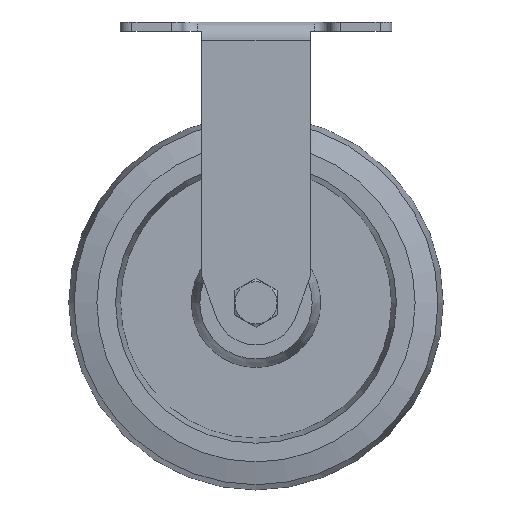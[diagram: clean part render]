
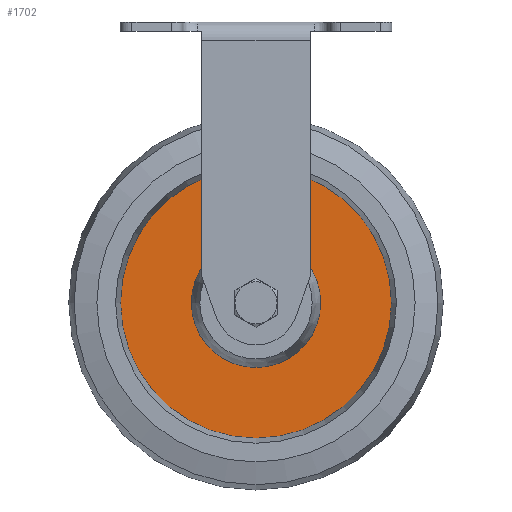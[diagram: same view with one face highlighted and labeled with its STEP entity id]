
A CAD part, left-side view. The second image highlights one B-rep face of the part: STEP entity #1702.
In plain terms, the highlighted face is planar.
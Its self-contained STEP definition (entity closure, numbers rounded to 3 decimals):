
#58=FACE_BOUND('',#273,.T.);
#75=PLANE('',#1834);
#169=FACE_OUTER_BOUND('',#272,.T.);
#272=EDGE_LOOP('',(#1206));
#273=EDGE_LOOP('',(#1207));
#654=CIRCLE('',#1806,21.943);
#656=CIRCLE('',#1809,45.945);
#737=VERTEX_POINT('',#2502);
#739=VERTEX_POINT('',#2508);
#903=EDGE_CURVE('',#737,#737,#654,.T.);
#906=EDGE_CURVE('',#739,#739,#656,.T.);
#1206=ORIENTED_EDGE('',*,*,#906,.T.);
#1207=ORIENTED_EDGE('',*,*,#903,.F.);
#1702=ADVANCED_FACE('',(#169,#58),#75,.T.);
#1806=AXIS2_PLACEMENT_3D('',#2503,#1994,#1995);
#1809=AXIS2_PLACEMENT_3D('',#2509,#2001,#2002);
#1834=AXIS2_PLACEMENT_3D('',#2581,#2058,#2059);
#1994=DIRECTION('center_axis',(0.,0.,-1.));
#1995=DIRECTION('ref_axis',(-1.,0.,0.));
#2001=DIRECTION('center_axis',(0.,0.,-1.));
#2002=DIRECTION('ref_axis',(-1.,0.,0.));
#2058=DIRECTION('center_axis',(0.,0.,-1.));
#2059=DIRECTION('ref_axis',(-1.,0.,0.));
#2502=CARTESIAN_POINT('',(-21.943,-95.25,-6.35));
#2503=CARTESIAN_POINT('Origin',(0.,-95.25,-6.35));
#2508=CARTESIAN_POINT('',(45.945,-95.25,-6.35));
#2509=CARTESIAN_POINT('Origin',(0.,-95.25,-6.35));
#2581=CARTESIAN_POINT('Origin',(0.,-73.307,-6.35));
